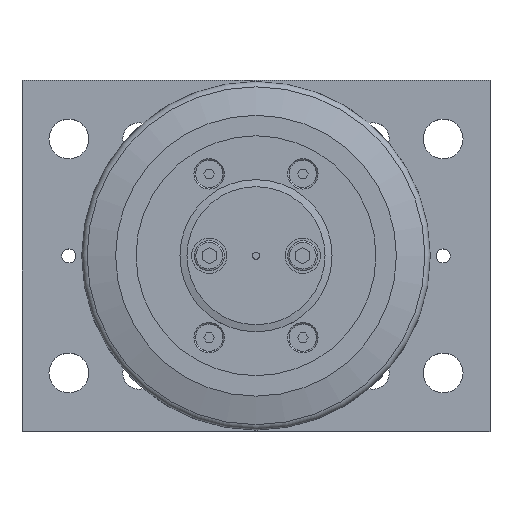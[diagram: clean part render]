
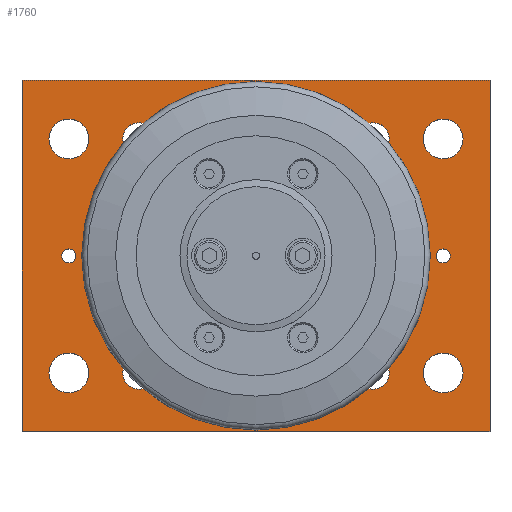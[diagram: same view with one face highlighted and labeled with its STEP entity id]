
A CAD part, top view. The second image highlights one B-rep face of the part: STEP entity #1760.
In plain terms, the highlighted planar face has unit normal (0, 0, 1).
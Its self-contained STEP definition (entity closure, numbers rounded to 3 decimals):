
#62=FACE_BOUND('',#378,.T.);
#63=FACE_BOUND('',#379,.T.);
#64=FACE_BOUND('',#380,.T.);
#65=FACE_BOUND('',#381,.T.);
#66=FACE_BOUND('',#382,.T.);
#67=FACE_BOUND('',#383,.T.);
#68=FACE_BOUND('',#384,.T.);
#69=FACE_BOUND('',#385,.T.);
#70=FACE_BOUND('',#386,.T.);
#71=FACE_BOUND('',#387,.T.);
#72=FACE_BOUND('',#388,.T.);
#156=CIRCLE('',#1945,51.5);
#157=CIRCLE('',#1946,51.5);
#158=CIRCLE('',#1949,3.);
#159=CIRCLE('',#1950,3.);
#160=CIRCLE('',#1951,8.5);
#161=CIRCLE('',#1952,8.5);
#162=CIRCLE('',#1953,8.5);
#163=CIRCLE('',#1954,8.5);
#164=CIRCLE('',#1955,6.918);
#165=CIRCLE('',#1956,6.918);
#166=CIRCLE('',#1957,6.918);
#167=CIRCLE('',#1958,6.918);
#168=CIRCLE('',#1959,6.918);
#169=CIRCLE('',#1960,6.918);
#170=CIRCLE('',#1961,6.918);
#171=CIRCLE('',#1962,6.918);
#264=FACE_OUTER_BOUND('',#377,.T.);
#377=EDGE_LOOP('',(#1526,#1527,#1528,#1529));
#378=EDGE_LOOP('',(#1530,#1531));
#379=EDGE_LOOP('',(#1532));
#380=EDGE_LOOP('',(#1533));
#381=EDGE_LOOP('',(#1534));
#382=EDGE_LOOP('',(#1535));
#383=EDGE_LOOP('',(#1536));
#384=EDGE_LOOP('',(#1537));
#385=EDGE_LOOP('',(#1538,#1539));
#386=EDGE_LOOP('',(#1540,#1541));
#387=EDGE_LOOP('',(#1542,#1543));
#388=EDGE_LOOP('',(#1544,#1545));
#539=LINE('',#2971,#686);
#540=LINE('',#2973,#687);
#541=LINE('',#2975,#688);
#542=LINE('',#2976,#689);
#686=VECTOR('',#2421,10.);
#687=VECTOR('',#2422,10.);
#688=VECTOR('',#2423,10.);
#689=VECTOR('',#2424,10.);
#848=VERTEX_POINT('',#2962);
#849=VERTEX_POINT('',#2964);
#850=VERTEX_POINT('',#2969);
#851=VERTEX_POINT('',#2970);
#852=VERTEX_POINT('',#2972);
#853=VERTEX_POINT('',#2974);
#854=VERTEX_POINT('',#2977);
#855=VERTEX_POINT('',#2979);
#856=VERTEX_POINT('',#2981);
#857=VERTEX_POINT('',#2983);
#858=VERTEX_POINT('',#2985);
#859=VERTEX_POINT('',#2987);
#860=VERTEX_POINT('',#2989);
#861=VERTEX_POINT('',#2990);
#862=VERTEX_POINT('',#2993);
#863=VERTEX_POINT('',#2994);
#864=VERTEX_POINT('',#2997);
#865=VERTEX_POINT('',#2998);
#866=VERTEX_POINT('',#3001);
#867=VERTEX_POINT('',#3002);
#1080=EDGE_CURVE('',#849,#848,#156,.T.);
#1081=EDGE_CURVE('',#848,#849,#157,.T.);
#1082=EDGE_CURVE('',#850,#851,#539,.T.);
#1083=EDGE_CURVE('',#852,#850,#540,.T.);
#1084=EDGE_CURVE('',#853,#852,#541,.T.);
#1085=EDGE_CURVE('',#851,#853,#542,.T.);
#1086=EDGE_CURVE('',#854,#854,#158,.T.);
#1087=EDGE_CURVE('',#855,#855,#159,.T.);
#1088=EDGE_CURVE('',#856,#856,#160,.T.);
#1089=EDGE_CURVE('',#857,#857,#161,.T.);
#1090=EDGE_CURVE('',#858,#858,#162,.T.);
#1091=EDGE_CURVE('',#859,#859,#163,.T.);
#1092=EDGE_CURVE('',#860,#861,#164,.T.);
#1093=EDGE_CURVE('',#861,#860,#165,.T.);
#1094=EDGE_CURVE('',#862,#863,#166,.T.);
#1095=EDGE_CURVE('',#863,#862,#167,.T.);
#1096=EDGE_CURVE('',#864,#865,#168,.T.);
#1097=EDGE_CURVE('',#865,#864,#169,.T.);
#1098=EDGE_CURVE('',#866,#867,#170,.T.);
#1099=EDGE_CURVE('',#867,#866,#171,.T.);
#1526=ORIENTED_EDGE('',*,*,#1082,.F.);
#1527=ORIENTED_EDGE('',*,*,#1083,.F.);
#1528=ORIENTED_EDGE('',*,*,#1084,.F.);
#1529=ORIENTED_EDGE('',*,*,#1085,.F.);
#1530=ORIENTED_EDGE('',*,*,#1080,.T.);
#1531=ORIENTED_EDGE('',*,*,#1081,.T.);
#1532=ORIENTED_EDGE('',*,*,#1086,.T.);
#1533=ORIENTED_EDGE('',*,*,#1087,.T.);
#1534=ORIENTED_EDGE('',*,*,#1088,.T.);
#1535=ORIENTED_EDGE('',*,*,#1089,.T.);
#1536=ORIENTED_EDGE('',*,*,#1090,.T.);
#1537=ORIENTED_EDGE('',*,*,#1091,.T.);
#1538=ORIENTED_EDGE('',*,*,#1092,.T.);
#1539=ORIENTED_EDGE('',*,*,#1093,.T.);
#1540=ORIENTED_EDGE('',*,*,#1094,.T.);
#1541=ORIENTED_EDGE('',*,*,#1095,.T.);
#1542=ORIENTED_EDGE('',*,*,#1096,.T.);
#1543=ORIENTED_EDGE('',*,*,#1097,.T.);
#1544=ORIENTED_EDGE('',*,*,#1098,.T.);
#1545=ORIENTED_EDGE('',*,*,#1099,.T.);
#1676=PLANE('',#1948);
#1760=ADVANCED_FACE('',(#264,#62,#63,#64,#65,#66,#67,#68,#69,#70,#71,#72),
#1676,.T.);
#1945=AXIS2_PLACEMENT_3D('',#2965,#2413,#2414);
#1946=AXIS2_PLACEMENT_3D('',#2966,#2415,#2416);
#1948=AXIS2_PLACEMENT_3D('',#2968,#2419,#2420);
#1949=AXIS2_PLACEMENT_3D('',#2978,#2425,#2426);
#1950=AXIS2_PLACEMENT_3D('',#2980,#2427,#2428);
#1951=AXIS2_PLACEMENT_3D('',#2982,#2429,#2430);
#1952=AXIS2_PLACEMENT_3D('',#2984,#2431,#2432);
#1953=AXIS2_PLACEMENT_3D('',#2986,#2433,#2434);
#1954=AXIS2_PLACEMENT_3D('',#2988,#2435,#2436);
#1955=AXIS2_PLACEMENT_3D('',#2991,#2437,#2438);
#1956=AXIS2_PLACEMENT_3D('',#2992,#2439,#2440);
#1957=AXIS2_PLACEMENT_3D('',#2995,#2441,#2442);
#1958=AXIS2_PLACEMENT_3D('',#2996,#2443,#2444);
#1959=AXIS2_PLACEMENT_3D('',#2999,#2445,#2446);
#1960=AXIS2_PLACEMENT_3D('',#3000,#2447,#2448);
#1961=AXIS2_PLACEMENT_3D('',#3003,#2449,#2450);
#1962=AXIS2_PLACEMENT_3D('',#3004,#2451,#2452);
#2413=DIRECTION('center_axis',(0.,0.,-1.));
#2414=DIRECTION('ref_axis',(0.,-1.,0.));
#2415=DIRECTION('center_axis',(0.,0.,-1.));
#2416=DIRECTION('ref_axis',(0.,-1.,0.));
#2419=DIRECTION('center_axis',(0.,0.,1.));
#2420=DIRECTION('ref_axis',(1.,0.,0.));
#2421=DIRECTION('',(0.,1.,0.));
#2422=DIRECTION('',(-1.,0.,0.));
#2423=DIRECTION('',(0.,-1.,0.));
#2424=DIRECTION('',(1.,0.,0.));
#2425=DIRECTION('center_axis',(0.,0.,-1.));
#2426=DIRECTION('ref_axis',(-1.,0.,0.));
#2427=DIRECTION('center_axis',(0.,0.,-1.));
#2428=DIRECTION('ref_axis',(-1.,0.,0.));
#2429=DIRECTION('center_axis',(0.,0.,-1.));
#2430=DIRECTION('ref_axis',(-1.,0.,0.));
#2431=DIRECTION('center_axis',(0.,0.,-1.));
#2432=DIRECTION('ref_axis',(-1.,0.,0.));
#2433=DIRECTION('center_axis',(0.,0.,-1.));
#2434=DIRECTION('ref_axis',(-1.,0.,0.));
#2435=DIRECTION('center_axis',(0.,0.,-1.));
#2436=DIRECTION('ref_axis',(-1.,0.,0.));
#2437=DIRECTION('center_axis',(0.,0.,-1.));
#2438=DIRECTION('ref_axis',(1.,0.,0.));
#2439=DIRECTION('center_axis',(0.,0.,-1.));
#2440=DIRECTION('ref_axis',(1.,0.,0.));
#2441=DIRECTION('center_axis',(0.,0.,-1.));
#2442=DIRECTION('ref_axis',(1.,0.,0.));
#2443=DIRECTION('center_axis',(0.,0.,-1.));
#2444=DIRECTION('ref_axis',(1.,0.,0.));
#2445=DIRECTION('center_axis',(0.,0.,-1.));
#2446=DIRECTION('ref_axis',(1.,0.,0.));
#2447=DIRECTION('center_axis',(0.,0.,-1.));
#2448=DIRECTION('ref_axis',(1.,0.,0.));
#2449=DIRECTION('center_axis',(0.,0.,-1.));
#2450=DIRECTION('ref_axis',(1.,0.,0.));
#2451=DIRECTION('center_axis',(0.,0.,-1.));
#2452=DIRECTION('ref_axis',(1.,0.,0.));
#2962=CARTESIAN_POINT('',(100.,126.5,20.));
#2964=CARTESIAN_POINT('',(100.,23.5,20.));
#2965=CARTESIAN_POINT('Origin',(100.,75.,20.));
#2966=CARTESIAN_POINT('Origin',(100.,75.,20.));
#2968=CARTESIAN_POINT('Origin',(100.,75.,20.));
#2969=CARTESIAN_POINT('',(0.,0.,20.));
#2970=CARTESIAN_POINT('',(0.,150.,20.));
#2971=CARTESIAN_POINT('',(0.,150.,20.));
#2972=CARTESIAN_POINT('',(200.,0.,20.));
#2973=CARTESIAN_POINT('',(0.,0.,20.));
#2974=CARTESIAN_POINT('',(200.,150.,20.));
#2975=CARTESIAN_POINT('',(200.,0.,20.));
#2976=CARTESIAN_POINT('',(200.,150.,20.));
#2977=CARTESIAN_POINT('',(23.,75.,20.));
#2978=CARTESIAN_POINT('Origin',(20.,75.,20.));
#2979=CARTESIAN_POINT('',(183.,75.,20.));
#2980=CARTESIAN_POINT('Origin',(180.,75.,20.));
#2981=CARTESIAN_POINT('',(188.5,125.,20.));
#2982=CARTESIAN_POINT('Origin',(180.,125.,20.));
#2983=CARTESIAN_POINT('',(188.5,25.,20.));
#2984=CARTESIAN_POINT('Origin',(180.,25.,20.));
#2985=CARTESIAN_POINT('',(28.5,125.,20.));
#2986=CARTESIAN_POINT('Origin',(20.,125.,20.));
#2987=CARTESIAN_POINT('',(28.5,25.,20.));
#2988=CARTESIAN_POINT('Origin',(20.,25.,20.));
#2989=CARTESIAN_POINT('',(56.918,125.,20.));
#2990=CARTESIAN_POINT('',(43.083,125.,20.));
#2991=CARTESIAN_POINT('Origin',(50.,125.,20.));
#2992=CARTESIAN_POINT('Origin',(50.,125.,20.));
#2993=CARTESIAN_POINT('',(156.918,125.,20.));
#2994=CARTESIAN_POINT('',(143.083,125.,20.));
#2995=CARTESIAN_POINT('Origin',(150.,125.,20.));
#2996=CARTESIAN_POINT('Origin',(150.,125.,20.));
#2997=CARTESIAN_POINT('',(156.918,25.,20.));
#2998=CARTESIAN_POINT('',(143.083,25.,20.));
#2999=CARTESIAN_POINT('Origin',(150.,25.,20.));
#3000=CARTESIAN_POINT('Origin',(150.,25.,20.));
#3001=CARTESIAN_POINT('',(56.918,25.,20.));
#3002=CARTESIAN_POINT('',(43.083,25.,20.));
#3003=CARTESIAN_POINT('Origin',(50.,25.,20.));
#3004=CARTESIAN_POINT('Origin',(50.,25.,20.));
